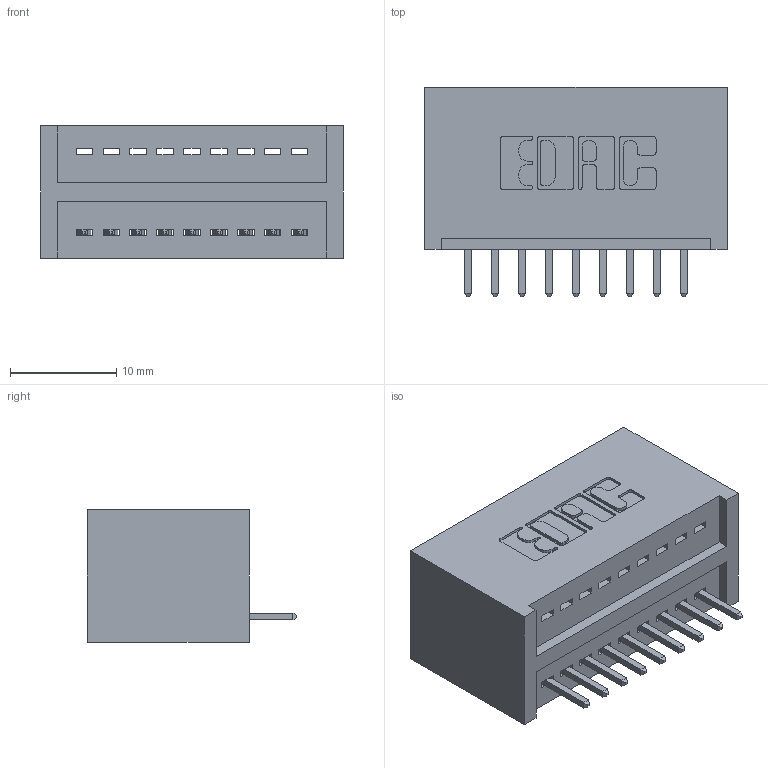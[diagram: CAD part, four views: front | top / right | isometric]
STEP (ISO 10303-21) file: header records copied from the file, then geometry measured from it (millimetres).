
FILE_DESCRIPTION (( 'STEP AP203' ), '1' );
FILE_NAME ('325-009-520-101.STEP', '2020-02-24T14:56:21', ( '' ), ( '' ), 'SwSTEP 2.0', 'SolidWorks 2016', '' );
FILE_SCHEMA (( 'CONFIG_CONTROL_DESIGN' ));
Length unit declared in the file: inch
Products named in the file (3): 325-292-001_325-293-120; 325-009-520-101; 325 Part_Lugless
Assembly tree (10 placements, depth 2):
  325-009-520-101
    325 Part_Lugless
    325-292-001_325-293-120  x9
Bounding box: 28.5 x 19.68 x 12.45 mm (x, y, z)
Volume: 3906.8 mm3; surface area: 4104.1 mm2
Topology: 10 solids, 10 shells, 628 faces, 1871 edges, 1234 vertices
Faces by surface type: plane 444, cylinder 184
Entity records: 9511 total; most frequent: CARTESIAN_POINT 1653, ORIENTED_EDGE 1598, DIRECTION 1453, EDGE_CURVE 799, LINE 679, VECTOR 679, VERTEX_POINT 530, AXIS2_PLACEMENT_3D 387
